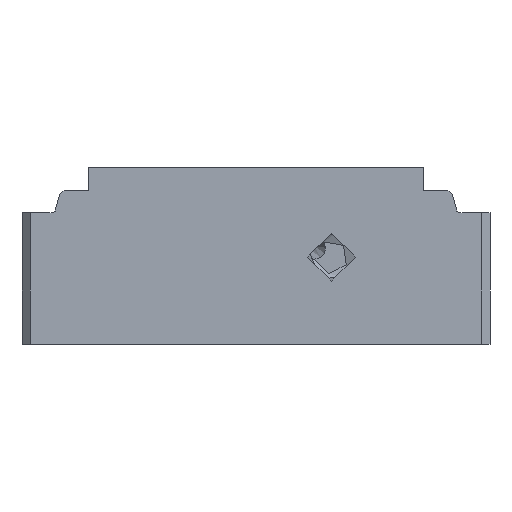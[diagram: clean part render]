
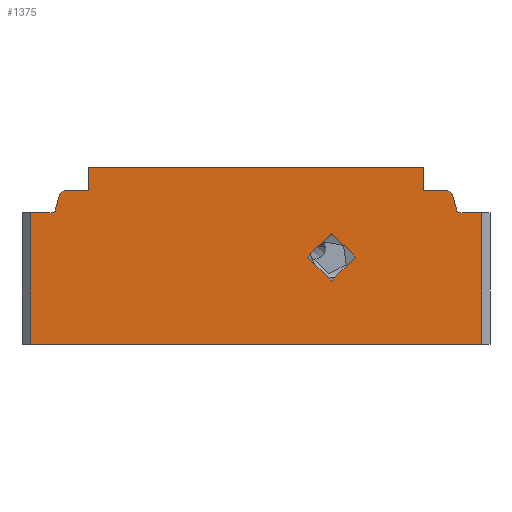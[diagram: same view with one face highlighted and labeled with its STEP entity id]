
A CAD part, left-side view. The second image highlights one B-rep face of the part: STEP entity #1375.
In plain terms, the highlighted planar face has unit normal (-1, 0, 0).
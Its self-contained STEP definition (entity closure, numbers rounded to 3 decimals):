
#1375=ADVANCED_FACE('',(#3072,#3073),#3074,.T.);
#3072=FACE_BOUND('',#7714,.T.);
#3073=FACE_OUTER_BOUND('',#7715,.T.);
#3074=PLANE('',#7716);
#7714=EDGE_LOOP('',(#13013));
#7715=EDGE_LOOP('',(#13014,#13015,#13016,#13017,#13018,#13019,#13020,#13021,#13022,#13023,#13024,#13025,#13026,#13027,#13028,#13029));
#7716=AXIS2_PLACEMENT_3D('',#13030,#13031,#13032);
#13013=ORIENTED_EDGE('',*,*,#16938,.F.);
#13014=ORIENTED_EDGE('',*,*,#16130,.T.);
#13015=ORIENTED_EDGE('',*,*,#17215,.T.);
#13016=ORIENTED_EDGE('',*,*,#17353,.T.);
#13017=ORIENTED_EDGE('',*,*,#17354,.T.);
#13018=ORIENTED_EDGE('',*,*,#17355,.T.);
#13019=ORIENTED_EDGE('',*,*,#17356,.T.);
#13020=ORIENTED_EDGE('',*,*,#17357,.F.);
#13021=ORIENTED_EDGE('',*,*,#16835,.F.);
#13022=ORIENTED_EDGE('',*,*,#17358,.T.);
#13023=ORIENTED_EDGE('',*,*,#16843,.T.);
#13024=ORIENTED_EDGE('',*,*,#17359,.F.);
#13025=ORIENTED_EDGE('',*,*,#17360,.T.);
#13026=ORIENTED_EDGE('',*,*,#17361,.T.);
#13027=ORIENTED_EDGE('',*,*,#17362,.T.);
#13028=ORIENTED_EDGE('',*,*,#17363,.T.);
#13029=ORIENTED_EDGE('',*,*,#17217,.T.);
#13030=CARTESIAN_POINT('',(-45.8,55.0,-35.0));
#13031=DIRECTION('',(-1.0,0.,0.0));
#13032=DIRECTION('',(0.,1.0,0.0));
#16130=EDGE_CURVE('',#18792,#18790,#18793,.T.);
#16835=EDGE_CURVE('',#19886,#19888,#19889,.T.);
#16843=EDGE_CURVE('',#19895,#19900,#19902,.T.);
#16938=EDGE_CURVE('',#20061,#20061,#20062,.T.);
#17215=EDGE_CURVE('',#18790,#20486,#20488,.T.);
#17217=EDGE_CURVE('',#20490,#18792,#20491,.T.);
#17353=EDGE_CURVE('',#20486,#20666,#20667,.T.);
#17354=EDGE_CURVE('',#20666,#20668,#20669,.F.);
#17355=EDGE_CURVE('',#20668,#20670,#20671,.T.);
#17356=EDGE_CURVE('',#20670,#20672,#20673,.F.);
#17357=EDGE_CURVE('',#19888,#20672,#20674,.T.);
#17358=EDGE_CURVE('',#19886,#19895,#20675,.T.);
#17359=EDGE_CURVE('',#20676,#19900,#20677,.T.);
#17360=EDGE_CURVE('',#20676,#20678,#20679,.F.);
#17361=EDGE_CURVE('',#20678,#20680,#20681,.T.);
#17362=EDGE_CURVE('',#20680,#20682,#20683,.F.);
#17363=EDGE_CURVE('',#20682,#20490,#20684,.T.);
#18790=VERTEX_POINT('',#23853);
#18792=VERTEX_POINT('',#23856);
#18793=LINE('',#23857,#23858);
#19886=VERTEX_POINT('',#25825);
#19888=VERTEX_POINT('',#25828);
#19889=LINE('',#25829,#25830);
#19895=VERTEX_POINT('',#25837);
#19900=VERTEX_POINT('',#25844);
#19902=LINE('',#25847,#25848);
#20061=VERTEX_POINT('',#26057);
#20062=CIRCLE('',#26058,5.723);
#20486=VERTEX_POINT('',#26712);
#20488=LINE('',#26715,#26716);
#20490=VERTEX_POINT('',#26718);
#20491=LINE('',#26719,#26720);
#20666=VERTEX_POINT('',#27075);
#20667=LINE('',#27076,#27077);
#20668=VERTEX_POINT('',#27078);
#20669=CIRCLE('',#27079,0.5);
#20670=VERTEX_POINT('',#27080);
#20671=LINE('',#27081,#27082);
#20672=VERTEX_POINT('',#27083);
#20673=LINE('',#27084,#27085);
#20674=LINE('',#27086,#27087);
#20675=LINE('',#27088,#27089);
#20676=VERTEX_POINT('',#27090);
#20677=LINE('',#27091,#27092);
#20678=VERTEX_POINT('',#27093);
#20679=LINE('',#27094,#27095);
#20680=VERTEX_POINT('',#27096);
#20681=LINE('',#27097,#27098);
#20682=VERTEX_POINT('',#27099);
#20683=CIRCLE('',#27100,0.5);
#20684=LINE('',#27101,#27102);
#23853=CARTESIAN_POINT('',(-45.8,-53.8,-35.8));
#23856=CARTESIAN_POINT('',(-45.8,53.8,-35.8));
#23857=CARTESIAN_POINT('',(-45.8,-55.0,-35.8));
#23858=VECTOR('',#29560,1.0);
#25825=CARTESIAN_POINT('',(-45.8,-40.0,6.3));
#25828=CARTESIAN_POINT('',(-45.8,-40.0,0.8));
#25829=CARTESIAN_POINT('',(-45.8,-40.0,0.0));
#25830=VECTOR('',#30342,1.0);
#25837=CARTESIAN_POINT('',(-45.8,40.0,6.3));
#25844=CARTESIAN_POINT('',(-45.8,40.0,0.8));
#25847=CARTESIAN_POINT('',(-45.8,40.0,0.0));
#25848=VECTOR('',#30353,1.0);
#26057=CARTESIAN_POINT('',(-45.8,-23.723,-15.));
#26058=AXIS2_PLACEMENT_3D('',#30511,#30512,#30513);
#26712=CARTESIAN_POINT('',(-45.8,-53.8,-4.4));
#26715=CARTESIAN_POINT('',(-45.8,-53.8,-35.0));
#26716=VECTOR('',#30831,1.0);
#26718=CARTESIAN_POINT('',(-45.8,53.8,-4.4));
#26719=CARTESIAN_POINT('',(-45.8,53.8,-35.0));
#26720=VECTOR('',#30832,1.0);
#27075=CARTESIAN_POINT('',(-45.8,-48.391,-4.4));
#27076=CARTESIAN_POINT('',(-45.8,55.0,-4.4));
#27077=VECTOR('',#30948,1.0);
#27078=CARTESIAN_POINT('',(-45.8,-47.908,-4.029));
#27079=AXIS2_PLACEMENT_3D('',#30949,#30950,#30951);
#27080=CARTESIAN_POINT('',(-45.8,-46.832,-0.014));
#27081=CARTESIAN_POINT('',(-45.8,-48.757,-7.198));
#27082=VECTOR('',#30952,1.0);
#27083=CARTESIAN_POINT('',(-45.8,-45.772,0.8));
#27084=CARTESIAN_POINT('',(-45.8,0.365,36.202));
#27085=VECTOR('',#30953,1.0);
#27086=CARTESIAN_POINT('',(-45.8,-55.0,0.8));
#27087=VECTOR('',#30954,1.0);
#27088=CARTESIAN_POINT('',(-45.8,-40.0,6.3));
#27089=VECTOR('',#30955,1.0);
#27090=CARTESIAN_POINT('',(-45.8,45.772,0.8));
#27091=CARTESIAN_POINT('',(-45.8,-55.0,0.8));
#27092=VECTOR('',#30956,1.0);
#27093=CARTESIAN_POINT('',(-45.8,46.832,-0.014));
#27094=CARTESIAN_POINT('',(-45.8,68.87,-16.924));
#27095=VECTOR('',#30957,1.0);
#27096=CARTESIAN_POINT('',(-45.8,47.908,-4.029));
#27097=CARTESIAN_POINT('',(-45.8,56.126,-34.698));
#27098=VECTOR('',#30958,1.0);
#27099=CARTESIAN_POINT('',(-45.8,48.391,-4.4));
#27100=AXIS2_PLACEMENT_3D('',#30959,#30960,#30961);
#27101=CARTESIAN_POINT('',(-45.8,55.0,-4.4));
#27102=VECTOR('',#30962,1.0);
#29560=DIRECTION('',(0.,-1.0,0.0));
#30342=DIRECTION('',(0.0,0.0,-1.0));
#30353=DIRECTION('',(0.0,0.0,-1.0));
#30511=CARTESIAN_POINT('',(-45.8,-18.0,-15.));
#30512=DIRECTION('',(-1.0,0.,0.0));
#30513=DIRECTION('',(0.,-1.0,0.0));
#30831=DIRECTION('',(0.0,0.0,1.0));
#30832=DIRECTION('',(0.0,0.0,-1.0));
#30948=DIRECTION('',(0.,1.0,0.0));
#30949=CARTESIAN_POINT('',(-45.8,-48.391,-3.9));
#30950=DIRECTION('',(-1.0,0.,0.0));
#30951=DIRECTION('',(0.,-1.0,0.0));
#30952=DIRECTION('',(0.,0.259,0.966));
#30953=DIRECTION('',(0.,-0.793,-0.609));
#30954=DIRECTION('',(0.,-1.0,0.0));
#30955=DIRECTION('',(0.,1.0,0.0));
#30956=DIRECTION('',(0.,-1.0,0.0));
#30957=DIRECTION('',(0.,-0.793,0.609));
#30958=DIRECTION('',(0.,0.259,-0.966));
#30959=CARTESIAN_POINT('',(-45.8,48.391,-3.9));
#30960=DIRECTION('',(-1.0,0.,0.0));
#30961=DIRECTION('',(0.,-1.0,0.0));
#30962=DIRECTION('',(0.,1.0,0.0));
